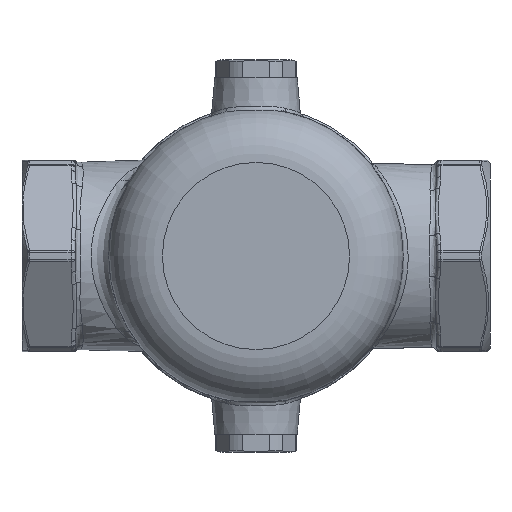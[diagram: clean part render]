
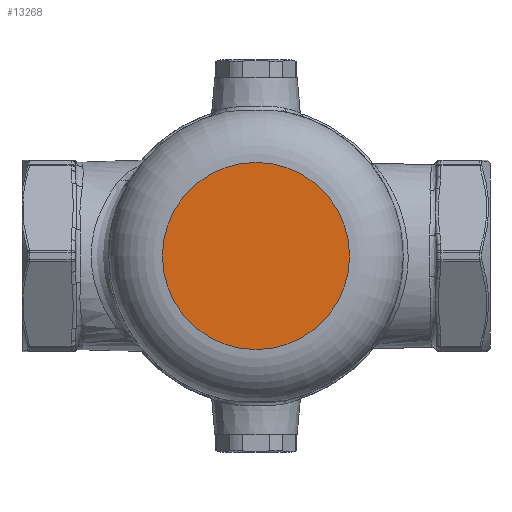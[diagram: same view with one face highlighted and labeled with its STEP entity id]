
A CAD part, front view. The second image highlights one B-rep face of the part: STEP entity #13268.
In plain terms, the highlighted planar face has unit normal (0, -1, 0).
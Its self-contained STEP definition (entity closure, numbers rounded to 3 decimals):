
#4401 = AXIS2_PLACEMENT_3D ( 'NONE', #13501, #60223, #31946 ) ;
#5232 = CIRCLE ( 'NONE', #48416, 21. ) ;
#9472 = VERTEX_POINT ( 'NONE', #32824 ) ;
#13268 = ADVANCED_FACE ( 'NONE', ( #60822 ), #14102, .T. ) ;
#13501 = CARTESIAN_POINT ( 'NONE',  ( 0., -45., -21. ) ) ;
#14102 = PLANE ( 'NONE',  #4401 ) ;
#16212 = EDGE_CURVE ( 'NONE', #9472, #9472, #5232, .T. ) ;
#22299 = DIRECTION ( 'NONE',  ( 0., 0., 1. ) ) ;
#31946 = DIRECTION ( 'NONE',  ( 0., 0., -1. ) ) ;
#32824 = CARTESIAN_POINT ( 'NONE',  ( 0., -45., 21. ) ) ;
#34453 = EDGE_LOOP ( 'NONE', ( #42624 ) ) ;
#42624 = ORIENTED_EDGE ( 'NONE', *, *, #16212, .F. ) ;
#45933 = DIRECTION ( 'NONE',  ( 0., 1., 0. ) ) ;
#46827 = CARTESIAN_POINT ( 'NONE',  ( 0., -45., 0. ) ) ;
#48416 = AXIS2_PLACEMENT_3D ( 'NONE', #46827, #45933, #22299 ) ;
#60223 = DIRECTION ( 'NONE',  ( 0., -1., 0. ) ) ;
#60822 = FACE_OUTER_BOUND ( 'NONE', #34453, .T. ) ;
